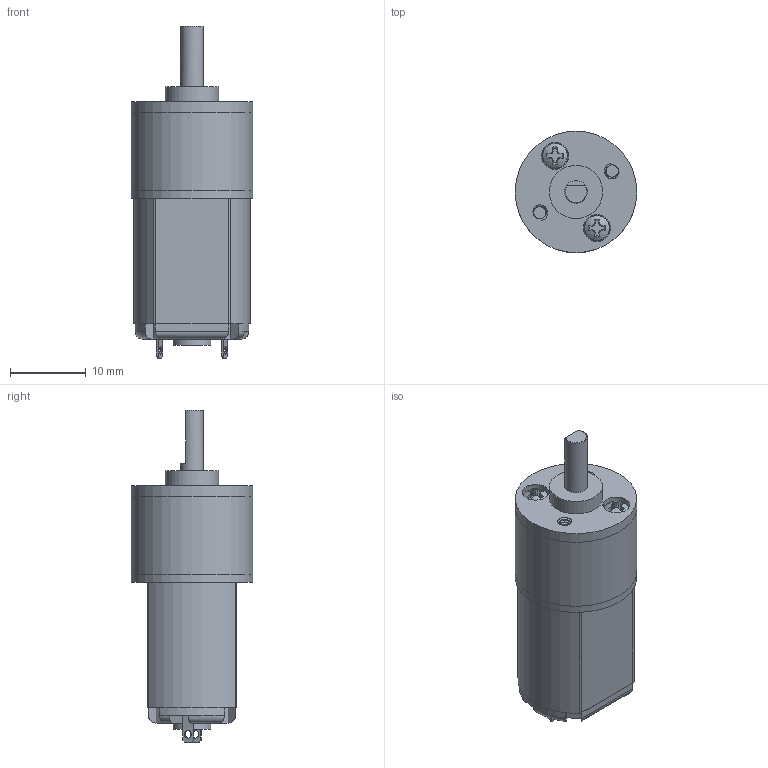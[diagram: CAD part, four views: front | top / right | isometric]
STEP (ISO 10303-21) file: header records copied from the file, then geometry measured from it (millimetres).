
FILE_DESCRIPTION(/* description */ (''),/* implementation_level */ '2;1');
FILE_NAME(/* name */ '16GA30 DC Gear Motor.step',/* time_stamp */ '2025-06-09T14:04:02+05:30',/* author */ (''),/* organization */ (''),/* preprocessor_version */ 'ST-DEVELOPER v20.1',/* originating_system */ 'Autodesk Translation Framework v14.10.0.0',/* authorisation */ '');
FILE_SCHEMA (('AUTOMOTIVE_DESIGN { 1 0 10303 214 3 1 1 }'));
Length unit declared in the file: millimetre
Products named in the file (3): Motor DC Gear 16GA30; Shaft; Motor
Assembly tree (2 placements, depth 2):
  Motor DC Gear 16GA30
    Shaft
    Motor
Bounding box: 16 x 16 x 43.7 mm (x, y, z)
Volume: 3124.6 mm3; surface area: 3345.9 mm2
Topology: 2 solids, 3 shells, 164 faces, 422 edges, 278 vertices
Faces by surface type: plane 90, cylinder 49, cone 10, torus 9, bspline 4, sphere 2
Full cylindrical faces by diameter (mm): 1 x2, 1.623 x6, 2.074 x2, 3 x2, 3.4 x2, 3.5 x2, 5 x1, 7 x1, 16 x3
Entity records: 6941 total; most frequent: CARTESIAN_POINT 2829, ORIENTED_EDGE 844, DIRECTION 805, EDGE_CURVE 422, AXIS2_PLACEMENT_3D 298, VERTEX_POINT 278, LINE 209, VECTOR 209
